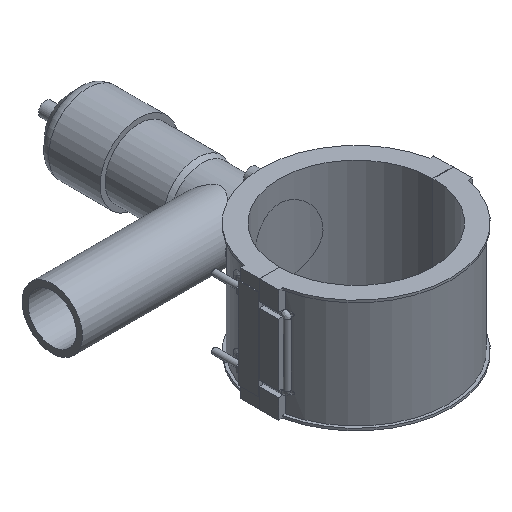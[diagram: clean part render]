
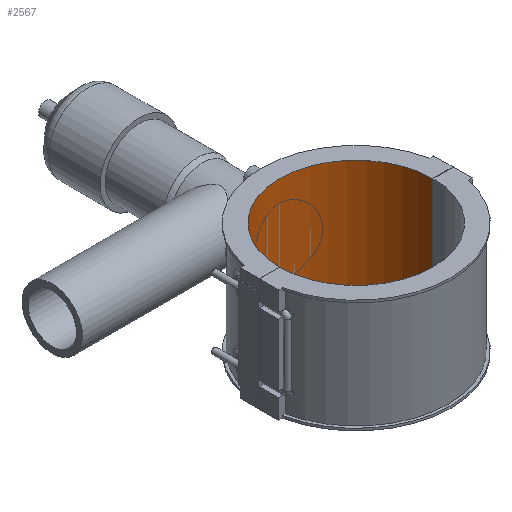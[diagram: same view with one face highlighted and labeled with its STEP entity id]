
A CAD part, isometric view. The second image highlights one B-rep face of the part: STEP entity #2567.
In plain terms, the highlighted cylindrical face has radius 80 mm (diameter 160 mm), a partial arc.
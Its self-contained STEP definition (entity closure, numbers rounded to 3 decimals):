
#346=FACE_OUTER_BOUND('',#539,.T.);
#539=EDGE_LOOP('',(#2260,#2261,#2262,#2263));
#740=LINE('',#4710,#953);
#768=LINE('',#5015,#981);
#953=VECTOR('',#3262,118.);
#981=VECTOR('',#3384,118.);
#1083=CIRCLE('',#2786,80.);
#1084=CIRCLE('',#2788,80.);
#1277=VERTEX_POINT('',#4707);
#1278=VERTEX_POINT('',#4709);
#1309=VERTEX_POINT('',#5012);
#1310=VERTEX_POINT('',#5014);
#1586=EDGE_CURVE('',#1278,#1277,#740,.T.);
#1640=EDGE_CURVE('',#1310,#1309,#768,.T.);
#1643=EDGE_CURVE('',#1278,#1309,#1083,.T.);
#1644=EDGE_CURVE('',#1310,#1277,#1084,.T.);
#2260=ORIENTED_EDGE('',*,*,#1640,.T.);
#2261=ORIENTED_EDGE('',*,*,#1643,.F.);
#2262=ORIENTED_EDGE('',*,*,#1586,.T.);
#2263=ORIENTED_EDGE('',*,*,#1644,.F.);
#2433=CYLINDRICAL_SURFACE('',#2789,80.);
#2567=ADVANCED_FACE('',(#346),#2433,.F.);
#2786=AXIS2_PLACEMENT_3D('',#5020,#3389,#3390);
#2788=AXIS2_PLACEMENT_3D('',#5022,#3393,#3394);
#2789=AXIS2_PLACEMENT_3D('',#5024,#3396,#3397);
#3262=DIRECTION('',(0.,0.,-1.));
#3384=DIRECTION('',(0.,0.,1.));
#3389=DIRECTION('center_axis',(0.,0.,-1.));
#3390=DIRECTION('ref_axis',(-1.,0.,0.));
#3393=DIRECTION('center_axis',(0.,0.,1.));
#3394=DIRECTION('ref_axis',(-1.,0.,0.));
#3396=DIRECTION('center_axis',(0.,0.,1.));
#3397=DIRECTION('ref_axis',(-1.,0.,0.));
#4707=CARTESIAN_POINT('',(-80.,0.05,-59.));
#4709=CARTESIAN_POINT('',(-80.,0.05,59.));
#4710=CARTESIAN_POINT('',(-80.,0.05,0.));
#5012=CARTESIAN_POINT('',(80.,0.05,59.));
#5014=CARTESIAN_POINT('',(80.,0.05,-59.));
#5015=CARTESIAN_POINT('',(80.,0.05,0.));
#5020=CARTESIAN_POINT('Origin',(0.,0.,59.));
#5022=CARTESIAN_POINT('Origin',(0.,0.,-59.));
#5024=CARTESIAN_POINT('Origin',(0.,0.,0.));
